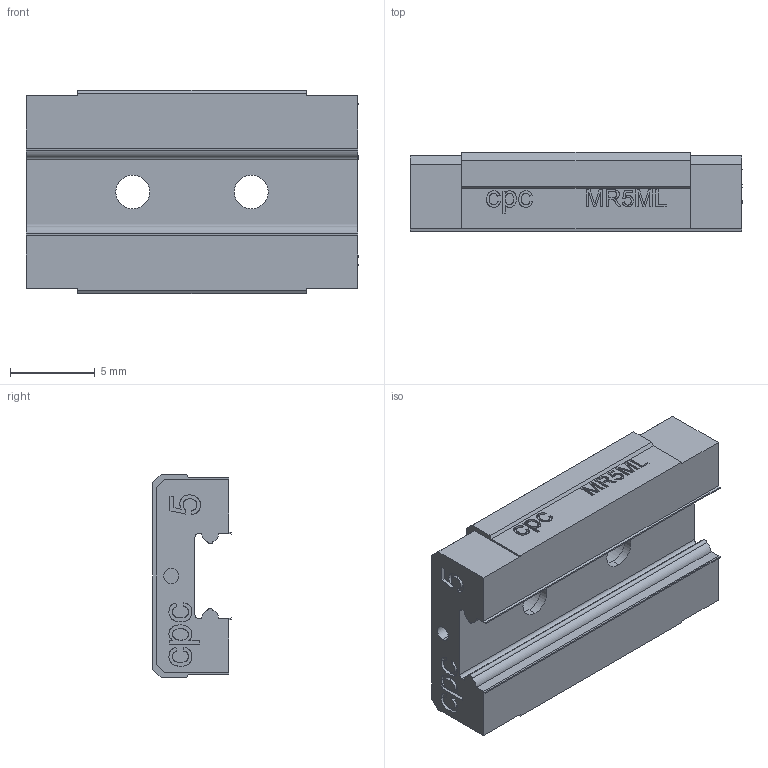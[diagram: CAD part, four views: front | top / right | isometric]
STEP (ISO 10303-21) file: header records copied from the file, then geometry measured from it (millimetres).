
FILE_DESCRIPTION (( 'STEP AP203' ), '1' );
FILE_NAME ('5ML-SU-ZU-block.STEP', '2015-03-04T09:05:09', ( 'cpc' ), ( '' ), 'SwSTEP 2.0', 'SolidWorks 2010', '' );
FILE_SCHEMA (( 'CONFIG_CONTROL_DESIGN' ));
Length unit declared in the file: millimetre
Products named in the file (1): 5ML-SU-ZU-block
Bounding box: 19.6 x 4.65 x 12 mm (x, y, z)
Volume: 801.6 mm3; surface area: 886.3 mm2
Topology: 1 solids, 1 shells, 401 faces, 1091 edges, 726 vertices
Faces by surface type: plane 220, bspline 156, cylinder 21, cone 4
Entity records: 26640 total; most frequent: CARTESIAN_POINT 17447, ORIENTED_EDGE 2182, DIRECTION 1317, EDGE_CURVE 1091, VECTOR 733, LINE 733, VERTEX_POINT 726, EDGE_LOOP 439
